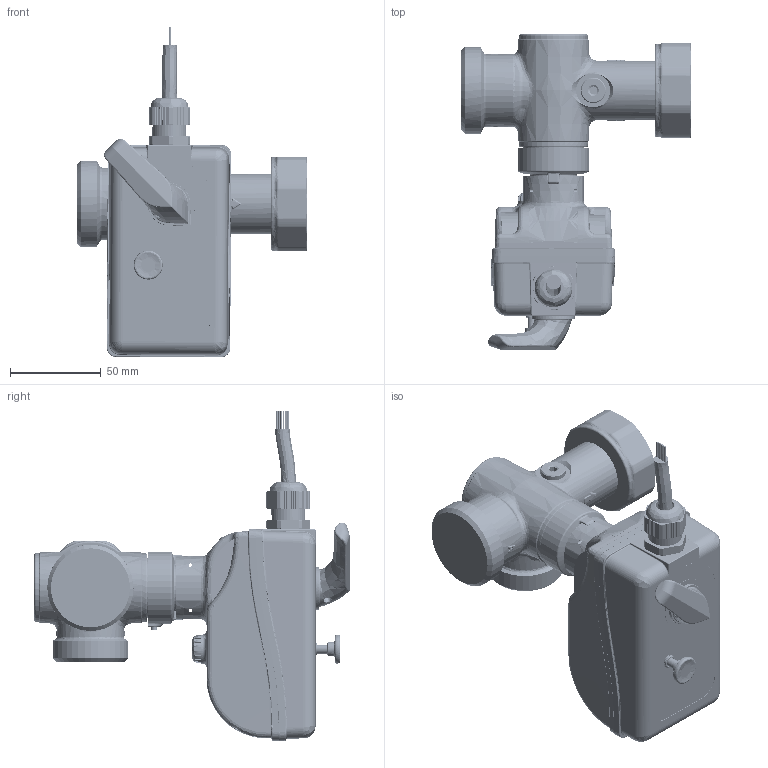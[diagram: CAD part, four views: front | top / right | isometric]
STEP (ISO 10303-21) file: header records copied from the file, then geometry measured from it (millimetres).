
FILE_DESCRIPTION(('CATIA V5 STEP Exchange'),'2;1');
FILE_NAME('STEP_167042_-_TST.stp','2018-04-20T14:16:35+00:00',('none'),('none'),'CATIA Version 5-6 Release 2016 SP4','CATIA V5 STEP AP203','none');
FILE_SCHEMA(('CONFIG_CONTROL_DESIGN'));
Products named in the file (1): 167042 3DSUPPORTO_ALLCATPART
Bounding box: 127 x 174.19 x 182.59 mm (x, y, z)
Volume: 572899.2 mm3; surface area: 174735.8 mm2
Topology: 2 solids, 2245 shells, 3240 faces, 26587 edges, 25495 vertices
Faces by surface type: bspline 1270, plane 838, cylinder 689, revolution 292, torus 57, cone 50, sphere 44
Entity records: 294453 total; most frequent: CARTESIAN_POINT 164637, ORIENTED_EDGE 28661, EDGE_CURVE 26441, VERTEX_POINT 25475, B_SPLINE_CURVE_WITH_KNOTS 24046, DIRECTION 4375, EDGE_LOOP 3404, ADVANCED_FACE 3229
